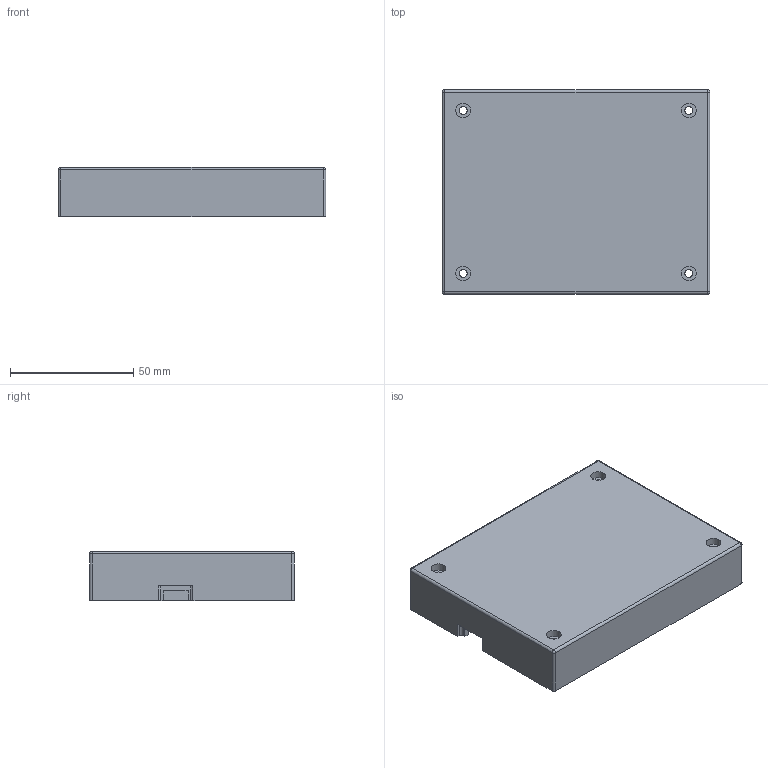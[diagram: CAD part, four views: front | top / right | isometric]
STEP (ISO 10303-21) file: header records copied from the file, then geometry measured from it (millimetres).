
FILE_DESCRIPTION(('FreeCAD Model'),'2;1');
FILE_NAME('bottom.step','2019-03-09T06:41:22',('Author'),(''), 'Open CASCADE STEP processor 6.9','FreeCAD','Unknown');
FILE_SCHEMA(('AUTOMOTIVE_DESIGN { 1 0 10303 214 1 1 1 1 }'));
Length unit declared in the file: millimetre
Products named in the file (1): union010
Bounding box: 108.7 x 83.2 x 20 mm (x, y, z)
Volume: 99830.5 mm3; surface area: 32201.1 mm2
Topology: 1 solids, 1 shells, 246 faces, 552 edges, 309 vertices
Faces by surface type: plane 190, cylinder 52, sphere 4
Full cylindrical faces by diameter (mm): 3.2 x4, 6 x8
Entity records: 15503 total; most frequent: CARTESIAN_POINT 2541, DIRECTION 2175, LINE 1119, VECTOR 1119, ORIENTED_EDGE 1096, PCURVE 1096, DEFINITIONAL_REPRESENTATION 1096, EDGE_CURVE 548
